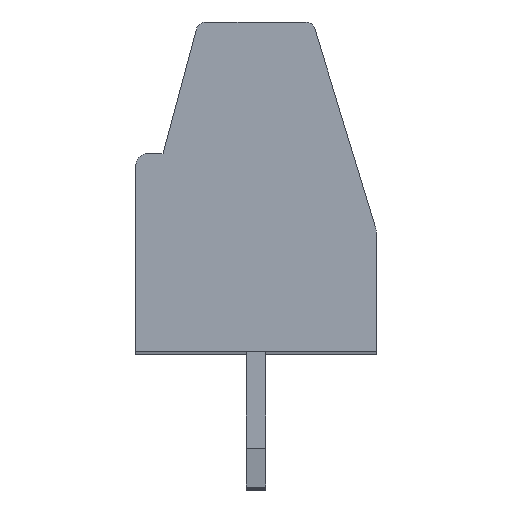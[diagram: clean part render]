
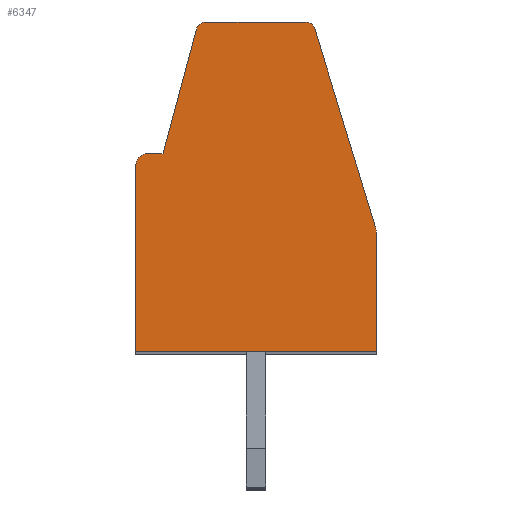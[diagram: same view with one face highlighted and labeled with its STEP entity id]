
A CAD part, top view. The second image highlights one B-rep face of the part: STEP entity #6347.
In plain terms, the highlighted planar face has unit normal (0, 0, 1).
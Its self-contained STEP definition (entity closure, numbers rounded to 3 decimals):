
#14=DIRECTION('',(0.,-1.,0.));
#15=VECTOR('',#14,3.075);
#16=CARTESIAN_POINT('',(3.1,3.075,44.68));
#17=LINE('',#16,#15);
#18=DIRECTION('',(0.,1.,0.));
#19=VECTOR('',#18,4.8);
#20=CARTESIAN_POINT('',(-3.1,0.,44.68));
#21=LINE('',#20,#19);
#22=CARTESIAN_POINT('',(-2.8,4.8,44.68));
#23=DIRECTION('',(0.,0.,-1.));
#24=DIRECTION('',(-1.,0.,0.));
#25=AXIS2_PLACEMENT_3D('',#22,#23,#24);
#27=DIRECTION('',(1.,0.,0.));
#28=VECTOR('',#27,0.4);
#29=CARTESIAN_POINT('',(-2.8,5.1,44.68));
#30=LINE('',#29,#28);
#31=DIRECTION('',(0.259,0.966,0.));
#32=VECTOR('',#31,3.328);
#33=CARTESIAN_POINT('',(-2.4,5.1,44.68));
#34=LINE('',#33,#32);
#35=CARTESIAN_POINT('',(-1.297,8.25,44.68));
#36=DIRECTION('',(0.,0.,-1.));
#37=DIRECTION('',(-0.966,0.259,0.));
#38=AXIS2_PLACEMENT_3D('',#35,#36,#37);
#40=CARTESIAN_POINT('',(1.279,8.25,44.68));
#41=DIRECTION('',(0.,0.,-1.));
#42=DIRECTION('',(-0.001,1.,0.));
#43=AXIS2_PLACEMENT_3D('',#40,#41,#42);
#45=DIRECTION('',(0.292,-0.956,0.));
#46=VECTOR('',#45,5.335);
#47=CARTESIAN_POINT('',(1.518,8.323,44.68));
#48=LINE('',#47,#46);
#49=CARTESIAN_POINT('',(2.6,3.075,44.68));
#50=DIRECTION('',(0.,0.,-1.));
#51=DIRECTION('',(0.956,0.292,0.));
#52=AXIS2_PLACEMENT_3D('',#49,#50,#51);
#80=DIRECTION('',(-1.,0.,0.));
#81=VECTOR('',#80,2.576);
#82=CARTESIAN_POINT('',(1.279,8.5,44.68));
#83=LINE('',#82,#81);
#656=DIRECTION('',(1.,0.,0.));
#657=VECTOR('',#656,6.2);
#658=CARTESIAN_POINT('',(-3.1,0.,44.68));
#659=LINE('',#658,#657);
#4834=CARTESIAN_POINT('',(3.1,3.075,44.68));
#4835=CARTESIAN_POINT('',(3.1,0.,44.68));
#4836=VERTEX_POINT('',#4834);
#4837=VERTEX_POINT('',#4835);
#4838=CARTESIAN_POINT('',(3.078,3.221,44.68));
#4839=VERTEX_POINT('',#4838);
#4840=CARTESIAN_POINT('',(1.518,8.323,44.68));
#4841=VERTEX_POINT('',#4840);
#4842=CARTESIAN_POINT('',(1.279,8.5,44.68));
#4843=VERTEX_POINT('',#4842);
#4844=CARTESIAN_POINT('',(-1.538,8.315,44.68));
#4845=CARTESIAN_POINT('',(-1.297,8.5,44.68));
#4846=VERTEX_POINT('',#4844);
#4847=VERTEX_POINT('',#4845);
#4848=CARTESIAN_POINT('',(-2.4,5.1,44.68));
#4849=VERTEX_POINT('',#4848);
#4850=CARTESIAN_POINT('',(-2.8,5.1,44.68));
#4851=VERTEX_POINT('',#4850);
#4852=CARTESIAN_POINT('',(-3.1,4.8,44.68));
#4853=VERTEX_POINT('',#4852);
#4854=CARTESIAN_POINT('',(-3.1,0.,44.68));
#4855=VERTEX_POINT('',#4854);
#6318=CARTESIAN_POINT('',(0.,0.,44.68));
#6319=DIRECTION('',(0.,0.,1.));
#6320=DIRECTION('',(1.,0.,0.));
#6321=AXIS2_PLACEMENT_3D('',#6318,#6319,#6320);
#6322=PLANE('',#6321);
#6324=ORIENTED_EDGE('',*,*,#6323,.T.);
#6326=ORIENTED_EDGE('',*,*,#6325,.F.);
#6328=ORIENTED_EDGE('',*,*,#6327,.T.);
#6330=ORIENTED_EDGE('',*,*,#6329,.T.);
#6332=ORIENTED_EDGE('',*,*,#6331,.T.);
#6334=ORIENTED_EDGE('',*,*,#6333,.T.);
#6336=ORIENTED_EDGE('',*,*,#6335,.T.);
#6338=ORIENTED_EDGE('',*,*,#6337,.F.);
#6340=ORIENTED_EDGE('',*,*,#6339,.T.);
#6342=ORIENTED_EDGE('',*,*,#6341,.T.);
#6344=ORIENTED_EDGE('',*,*,#6343,.T.);
#6345=EDGE_LOOP('',(#6324,#6326,#6328,#6330,#6332,#6334,#6336,#6338,#6340,#6342,
#6344));
#6346=FACE_OUTER_BOUND('',#6345,.F.);
#26=CIRCLE('',#25,0.3);
#39=CIRCLE('',#38,0.25);
#44=CIRCLE('',#43,0.25);
#53=CIRCLE('',#52,0.5);
#6323=EDGE_CURVE('',#4836,#4837,#17,.T.);
#6325=EDGE_CURVE('',#4855,#4837,#659,.T.);
#6327=EDGE_CURVE('',#4855,#4853,#21,.T.);
#6329=EDGE_CURVE('',#4853,#4851,#26,.T.);
#6331=EDGE_CURVE('',#4851,#4849,#30,.T.);
#6333=EDGE_CURVE('',#4849,#4846,#34,.T.);
#6335=EDGE_CURVE('',#4846,#4847,#39,.T.);
#6337=EDGE_CURVE('',#4843,#4847,#83,.T.);
#6339=EDGE_CURVE('',#4843,#4841,#44,.T.);
#6341=EDGE_CURVE('',#4841,#4839,#48,.T.);
#6343=EDGE_CURVE('',#4839,#4836,#53,.T.);
#6347=ADVANCED_FACE('',(#6346),#6322,.T.);
